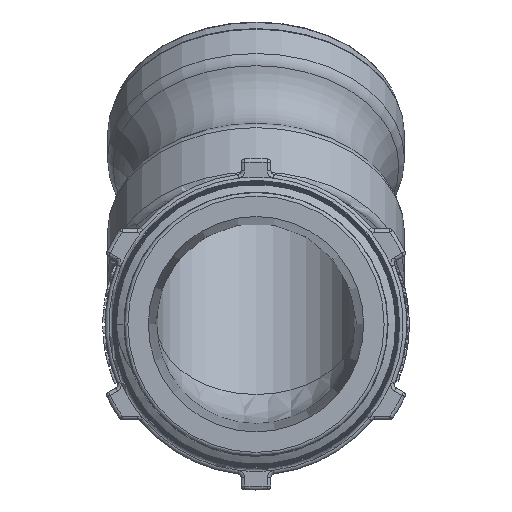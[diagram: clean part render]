
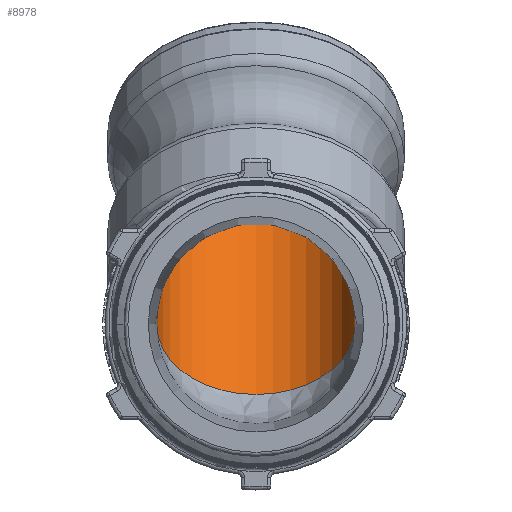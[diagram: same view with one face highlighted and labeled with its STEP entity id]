
A CAD part, front view. The second image highlights one B-rep face of the part: STEP entity #8978.
In plain terms, the highlighted cylindrical face has radius 21.082 mm (diameter 42.164 mm), a full revolution.
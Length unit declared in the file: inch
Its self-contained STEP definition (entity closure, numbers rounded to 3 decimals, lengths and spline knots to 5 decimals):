
#347=FACE_BOUND($,#2679,.T.);
#1564=CYLINDRICAL_SURFACE($,#9835,0.83);
#2089=FACE_OUTER_BOUND($,#2678,.T.);
#2678=EDGE_LOOP($,(#8279,#8280));
#2679=EDGE_LOOP($,(#8281));
#3003=CIRCLE($,#9500,0.83);
#3104=CIRCLE($,#9834,0.83);
#3438=B_SPLINE_CURVE_WITH_KNOTS($,3,(#20208,#20209,#20210,#20211,#20212,
#20213,#20214,#20215,#20216,#20217,#20218,#20219,#20220,#20221,#20222,#20223,
#20224,#20225,#20226,#20227,#20228,#20229,#20230,#20231,#20232,#20233,#20234,
#20235,#20236,#20237,#20238,#20239,#20240,#20241,#20242,#20243,#20244,#20245,
#20246,#20247,#20248,#20249,#20250,#20251,#20252,#20253),.UNSPECIFIED.,
 .F.,.F.,(4,2,2,2,2,2,2,2,2,2,2,2,2,2,2,2,2,2,2,2,2,2,4),(2.59627,
2.61055,2.666,2.72145,2.92464,3.12784,
3.68094,4.23404,4.65036,5.06668,5.483,
5.89931,6.31563,6.73195,7.14826,7.56458,
8.11768,8.67078,8.87398,9.07718,9.13263,
9.18808,9.20235),.UNSPECIFIED.);
#3901=VERTEX_POINT($,#15429);
#4287=VERTEX_POINT($,#20206);
#4288=VERTEX_POINT($,#20207);
#4928=EDGE_CURVE($,#3901,#3901,#3003,.T.);
#5617=EDGE_CURVE($,#4287,#4288,#3438,.T.);
#5622=EDGE_CURVE($,#4288,#4287,#3104,.T.);
#8279=ORIENTED_EDGE($,*,*,#5622,.F.);
#8280=ORIENTED_EDGE($,*,*,#5617,.F.);
#8281=ORIENTED_EDGE($,*,*,#4928,.T.);
#8978=ADVANCED_FACE($,(#2089,#347),#1564,.F.);
#9500=AXIS2_PLACEMENT_3D($,#15430,#11029,#11030);
#9834=AXIS2_PLACEMENT_3D($,#21573,#12066,#12067);
#9835=AXIS2_PLACEMENT_3D($,#21574,#12068,#12069);
#11029=DIRECTION('center_axis',(0.,0.707,0.707));
#11030=DIRECTION('ref_axis',(0.,-0.707,0.707));
#12066=DIRECTION('center_axis',(0.,0.707,0.707));
#12067=DIRECTION('ref_axis',(0.,-0.707,0.707));
#12068=DIRECTION('center_axis',(0.,0.707,0.707));
#12069=DIRECTION('ref_axis',(0.,-0.707,0.707));
#15429=CARTESIAN_POINT('',(0.,3.59248,2.26628));
#15430=CARTESIAN_POINT('Origin',(0.,4.17938,1.67938));
#20206=CARTESIAN_POINT('',(-0.83,2.5,0.));
#20207=CARTESIAN_POINT('',(0.83,2.5,0.));
#20208=CARTESIAN_POINT('Ctrl Pts',(-0.83,2.5,0.));
#20209=CARTESIAN_POINT('Ctrl Pts',(-0.83,2.5,0.00197));
#20210=CARTESIAN_POINT('Ctrl Pts',(-0.83,2.49988,0.00391));
#20211=CARTESIAN_POINT('Ctrl Pts',(-0.82996,2.49893,
0.01301));
#20212=CARTESIAN_POINT('Ctrl Pts',(-0.82986,2.49702,
0.02072));
#20213=CARTESIAN_POINT('Ctrl Pts',(-0.82946,2.49259,
0.03602));
#20214=CARTESIAN_POINT('Ctrl Pts',(-0.82916,2.49005,
0.0436));
#20215=CARTESIAN_POINT('Ctrl Pts',(-0.82753,2.47888,
0.07561));
#20216=CARTESIAN_POINT('Ctrl Pts',(-0.82496,2.46814,0.10275));
#20217=CARTESIAN_POINT('Ctrl Pts',(-0.81706,2.44669,
0.15665));
#20218=CARTESIAN_POINT('Ctrl Pts',(-0.81171,2.43585,
0.18336));
#20219=CARTESIAN_POINT('Ctrl Pts',(-0.78969,2.39937,
0.27299));
#20220=CARTESIAN_POINT('Ctrl Pts',(-0.76364,2.37078,
0.34242));
#20221=CARTESIAN_POINT('Ctrl Pts',(-0.69267,2.31724,
0.47235));
#20222=CARTESIAN_POINT('Ctrl Pts',(-0.64771,2.29228,
0.53282));
#20223=CARTESIAN_POINT('Ctrl Pts',(-0.56346,2.25588,
0.62092));
#20224=CARTESIAN_POINT('Ctrl Pts',(-0.52212,2.24103,
0.65686));
#20225=CARTESIAN_POINT('Ctrl Pts',(-0.4311,2.21462,
0.72075));
#20226=CARTESIAN_POINT('Ctrl Pts',(-0.38142,2.20307,
0.74869));
#20227=CARTESIAN_POINT('Ctrl Pts',(-0.27692,2.18439,0.79385));
#20228=CARTESIAN_POINT('Ctrl Pts',(-0.222,2.17725,
0.81112));
#20229=CARTESIAN_POINT('Ctrl Pts',(-0.11086,2.16784,
0.83388));
#20230=CARTESIAN_POINT('Ctrl Pts',(-0.05463,2.16557,
0.83936));
#20231=CARTESIAN_POINT('Ctrl Pts',(0.05463,2.16557,
0.83936));
#20232=CARTESIAN_POINT('Ctrl Pts',(0.11086,2.16784,0.83388));
#20233=CARTESIAN_POINT('Ctrl Pts',(0.222,2.17725,0.81112));
#20234=CARTESIAN_POINT('Ctrl Pts',(0.27692,2.18439,0.79385));
#20235=CARTESIAN_POINT('Ctrl Pts',(0.38142,2.20307,0.74869));
#20236=CARTESIAN_POINT('Ctrl Pts',(0.4311,2.21462,0.72075));
#20237=CARTESIAN_POINT('Ctrl Pts',(0.52212,2.24103,0.65686));
#20238=CARTESIAN_POINT('Ctrl Pts',(0.56346,2.25588,0.62092));
#20239=CARTESIAN_POINT('Ctrl Pts',(0.64771,2.29228,0.53282));
#20240=CARTESIAN_POINT('Ctrl Pts',(0.69267,2.31724,0.47235));
#20241=CARTESIAN_POINT('Ctrl Pts',(0.76364,2.37078,0.34242));
#20242=CARTESIAN_POINT('Ctrl Pts',(0.78969,2.39937,0.27299));
#20243=CARTESIAN_POINT('Ctrl Pts',(0.81171,2.43585,0.18336));
#20244=CARTESIAN_POINT('Ctrl Pts',(0.81706,2.44669,0.15665));
#20245=CARTESIAN_POINT('Ctrl Pts',(0.82496,2.46814,0.10275));
#20246=CARTESIAN_POINT('Ctrl Pts',(0.82753,2.47888,0.07561));
#20247=CARTESIAN_POINT('Ctrl Pts',(0.82916,2.49005,0.0436));
#20248=CARTESIAN_POINT('Ctrl Pts',(0.82946,2.49259,0.03602));
#20249=CARTESIAN_POINT('Ctrl Pts',(0.82986,2.49702,0.02072));
#20250=CARTESIAN_POINT('Ctrl Pts',(0.82996,2.49893,0.01301));
#20251=CARTESIAN_POINT('Ctrl Pts',(0.83,2.49988,0.00391));
#20252=CARTESIAN_POINT('Ctrl Pts',(0.83,2.5,0.00197));
#20253=CARTESIAN_POINT('Ctrl Pts',(0.83,2.5,0.));
#21573=CARTESIAN_POINT('Origin',(0.,2.5,0.));
#21574=CARTESIAN_POINT('Origin',(0.,3.33969,0.83969));
